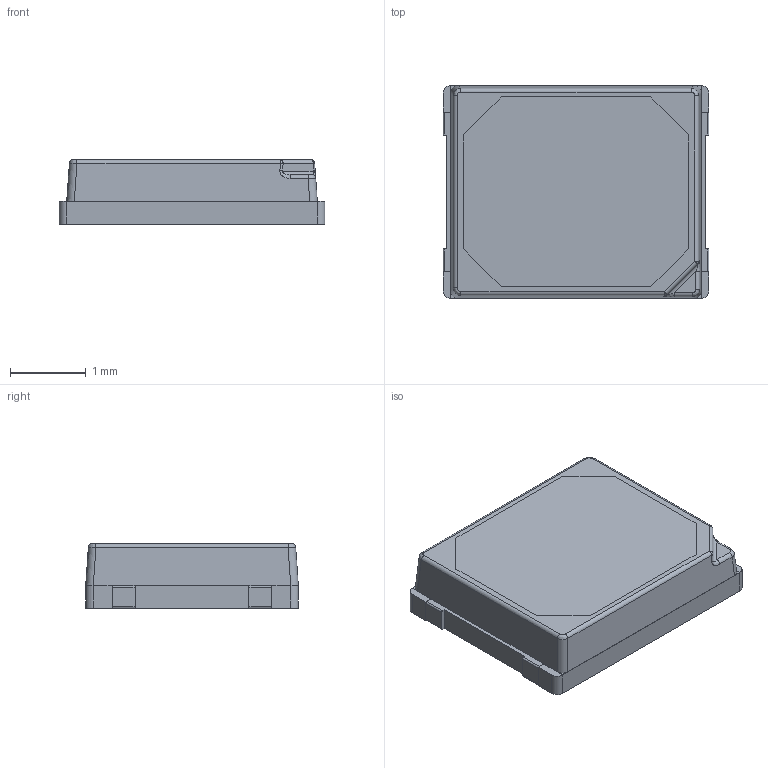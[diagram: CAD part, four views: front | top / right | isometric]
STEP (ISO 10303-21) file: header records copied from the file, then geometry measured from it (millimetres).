
FILE_DESCRIPTION(/* description */ (''),/* implementation_level */ '2;1');
FILE_NAME(/* name */ '1.stp',/* time_stamp */ '2019-11-07T10:39:21+02:00',/* author */ ('Karem'),/* organization */ (''),/* preprocessor_version */ 'ST-DEVELOPER v15.6',/* originating_system */ 'Autodesk Inventor 2015',/* authorisation */ '');
FILE_SCHEMA (('AUTOMOTIVE_DESIGN { 1 0 10303 214 3 1 1 }'));
Length unit declared in the file: millimetre
Products named in the file (4): 1; 23; 45
Bounding box: 3.5 x 2.8 x 0.85 mm (x, y, z)
Volume: 7.8 mm3; surface area: 71.1 mm2
Topology: 9 solids, 9 shells, 131 faces, 318 edges, 206 vertices
Faces by surface type: plane 89, cylinder 34, bspline 6, sphere 2
Entity records: 4079 total; most frequent: CARTESIAN_POINT 806, DIRECTION 656, ORIENTED_EDGE 636, EDGE_CURVE 318, LINE 244, VECTOR 244, VERTEX_POINT 206, AXIS2_PLACEMENT_3D 206
